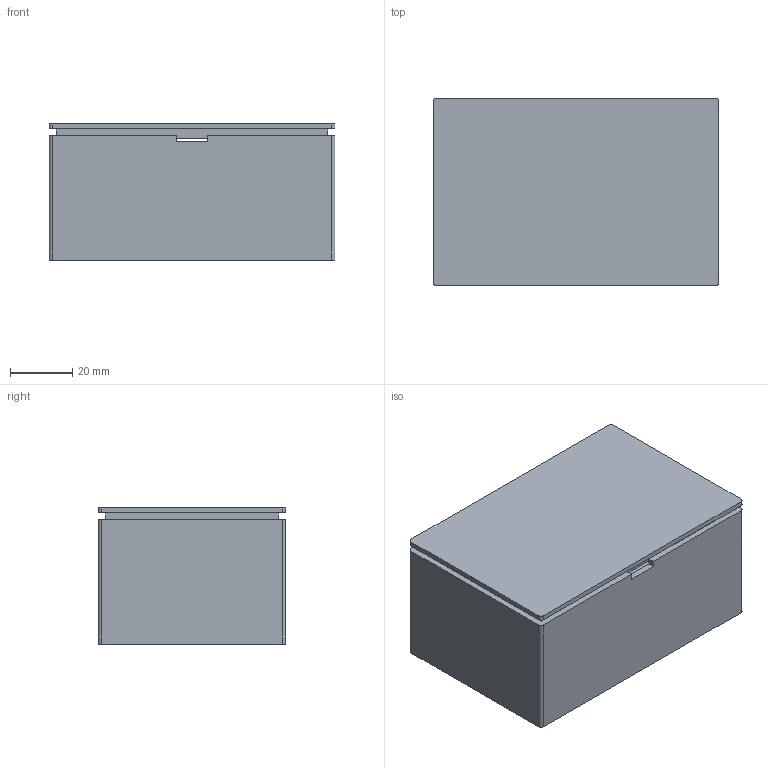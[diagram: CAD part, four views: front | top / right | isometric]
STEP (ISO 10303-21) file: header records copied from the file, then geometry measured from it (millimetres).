
FILE_DESCRIPTION(('Open CASCADE Model'),'2;1');
FILE_NAME('Open CASCADE Shape Model','2026-02-14T09:03:19',('Author'),( 'Open CASCADE'),'Open CASCADE STEP processor 7.8','Open CASCADE 7.8' ,'Unknown');
FILE_SCHEMA(('AUTOMOTIVE_DESIGN { 1 0 10303 214 1 1 1 1 }'));
Length unit declared in the file: millimetre
Products named in the file (3): 01c3e6fe-0984-11f1-90db-b07b25182963; body; lid
Assembly tree (2 placements, depth 2):
  01c3e6fe-0984-11f1-90db-b07b25182963
    body
    lid
Bounding box: 91.6 x 59.98 x 43.6 mm (x, y, z)
Volume: 39102.2 mm3; surface area: 46751.2 mm2
Topology: 2 solids, 2 shells, 42 faces, 108 edges, 72 vertices
Faces by surface type: plane 34, cylinder 8
Entity records: 2736 total; most frequent: CARTESIAN_POINT 511, DIRECTION 400, LINE 270, VECTOR 270, ORIENTED_EDGE 216, PCURVE 216, DEFINITIONAL_REPRESENTATION 216, EDGE_CURVE 108
